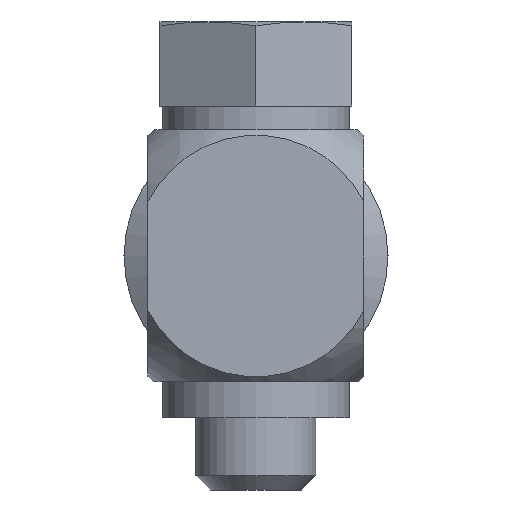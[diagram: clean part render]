
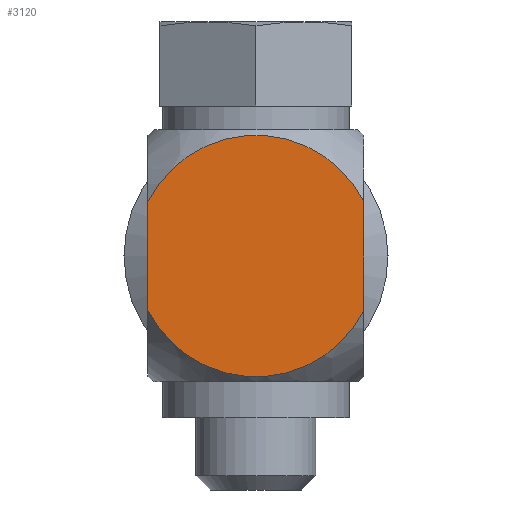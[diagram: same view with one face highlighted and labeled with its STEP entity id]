
A CAD part, left-side view. The second image highlights one B-rep face of the part: STEP entity #3120.
In plain terms, the highlighted planar face has unit normal (-1, 0, 0).
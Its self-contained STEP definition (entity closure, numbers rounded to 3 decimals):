
#39=VECTOR('',#1896,1.);
#41=VECTOR('',#1922,1.);
#55=LINE('',#2849,#39);
#57=LINE('',#2868,#41);
#1028=PLANE('',#3025);
#1194=ORIENTED_EDGE('',*,*,#1426,.F.);
#1195=ORIENTED_EDGE('',*,*,#1424,.F.);
#1196=ORIENTED_EDGE('',*,*,#1435,.F.);
#1197=ORIENTED_EDGE('',*,*,#1432,.F.);
#1267=CIRCLE('',#3012,5.031);
#1272=CIRCLE('',#3020,5.031);
#1338=VERTEX_POINT('',#2838);
#1340=VERTEX_POINT('',#2842);
#1342=VERTEX_POINT('',#2848);
#1346=VERTEX_POINT('',#2860);
#1424=EDGE_CURVE('',#1340,#1338,#1267,.T.);
#1426=EDGE_CURVE('',#1338,#1342,#55,.T.);
#1432=EDGE_CURVE('',#1342,#1346,#1272,.T.);
#1435=EDGE_CURVE('',#1346,#1340,#57,.T.);
#1532=EDGE_LOOP('',(#1194,#1195,#1196,#1197));
#1645=FACE_BOUND('',#1532,.T.);
#1891=DIRECTION('',(1.,0.,0.));
#1892=DIRECTION('',(0.,2.25,-4.5));
#1896=DIRECTION('',(0.,-4.5,0.));
#1910=DIRECTION('',(1.,0.,0.));
#1911=DIRECTION('',(0.,-2.25,4.5));
#1920=DIRECTION('',(-1.,0.,0.));
#1921=DIRECTION('',(0.,1.,0.));
#1922=DIRECTION('',(0.,4.5,0.));
#2838=CARTESIAN_POINT('',(0.414,7.208,4.5));
#2842=CARTESIAN_POINT('',(0.414,7.208,-4.5));
#2844=CARTESIAN_POINT('',(0.414,4.958,0.));
#2848=CARTESIAN_POINT('',(0.414,2.708,4.5));
#2849=CARTESIAN_POINT('',(0.414,7.208,4.5));
#2860=CARTESIAN_POINT('',(0.414,2.708,-4.5));
#2861=CARTESIAN_POINT('',(0.414,4.958,0.));
#2867=CARTESIAN_POINT('',(0.414,4.958,0.));
#2868=CARTESIAN_POINT('',(0.414,2.708,-4.5));
#3012=AXIS2_PLACEMENT_3D('',#2844,#1891,#1892);
#3020=AXIS2_PLACEMENT_3D('',#2861,#1910,#1911);
#3025=AXIS2_PLACEMENT_3D('',#2867,#1920,#1921);
#3120=ADVANCED_FACE('',(#1645),#1028,.T.);
